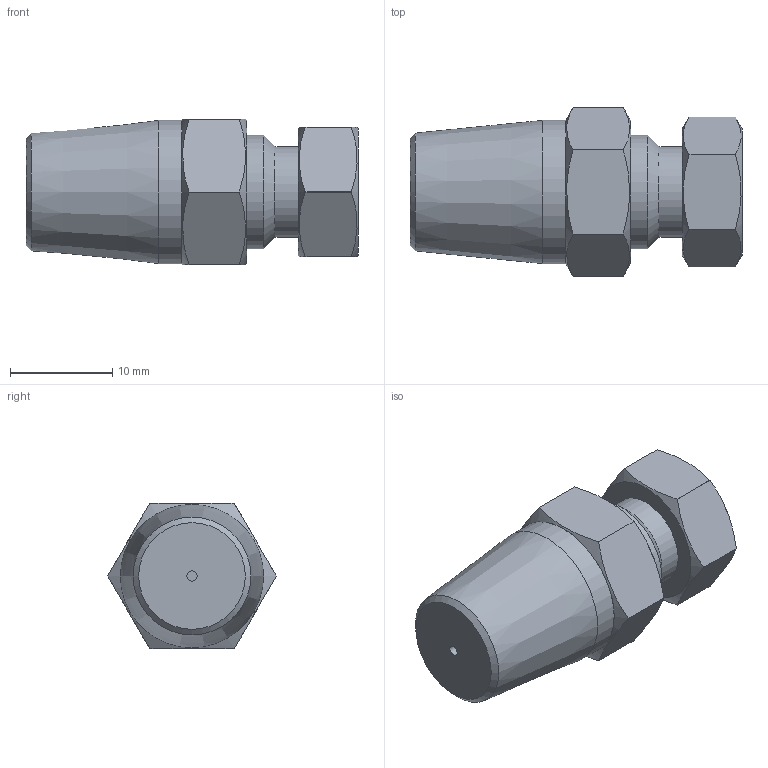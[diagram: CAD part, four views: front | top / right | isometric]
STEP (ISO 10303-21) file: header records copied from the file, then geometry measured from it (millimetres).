
FILE_DESCRIPTION(/* description */ ('Male pipe adaptor1/4M NPT x 1/4" ZDVF'),/* implementation_level */ '2;1');
FILE_NAME(/* name */ '305089-PZA44 Male pipe adaptor.stp',/* time_stamp */ '2016-05-09T12:25:01+02:00',/* author */ ('Franzp'),/* organization */ (''),/* preprocessor_version */ 'ST-DEVELOPER v15.6',/* originating_system */ 'Autodesk Inventor 2015',/* authorisation */ '');
FILE_SCHEMA (('AUTOMOTIVE_DESIGN { 1 0 10303 214 3 1 1 }'));
Length unit declared in the file: centimetre
Products named in the file (1): 305089
Bounding box: 32.5 x 16.5 x 14.29 mm (x, y, z)
Volume: 3701.1 mm3; surface area: 2604.4 mm2
Topology: 1 solids, 2 shells, 50 faces, 114 edges, 74 vertices
Faces by surface type: plane 22, cylinder 14, cone 12, torus 2
Full cylindrical faces by diameter (mm): 1 x1, 6.55 x1, 8.89 x2, 9.271 x1, 9.728 x1, 11.113 x1, 14.02 x1
Entity records: 1291 total; most frequent: CARTESIAN_POINT 247, DIRECTION 202, ORIENTED_EDGE 166, AXIS2_PLACEMENT_3D 92, EDGE_CURVE 83, EDGE_LOOP 80, VERTEX_POINT 65, FACE_OUTER_BOUND 50
